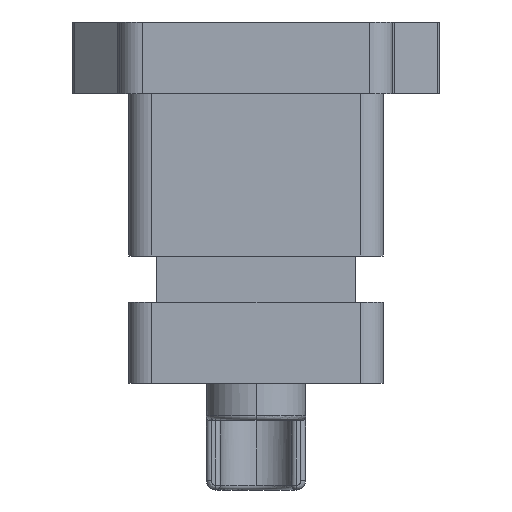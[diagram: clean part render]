
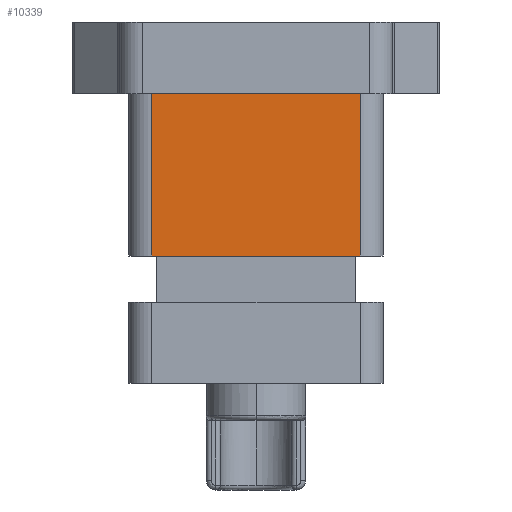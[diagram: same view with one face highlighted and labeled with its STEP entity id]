
A CAD part, left-side view. The second image highlights one B-rep face of the part: STEP entity #10339.
In plain terms, the highlighted planar face has unit normal (-1, 0, 0).
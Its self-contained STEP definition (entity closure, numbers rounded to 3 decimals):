
#1292 = DIRECTION ( 'NONE',  ( 0., 0., 1. ) ) ;
#1299 = CARTESIAN_POINT ( 'NONE',  ( -9.25, -4.5, -10.1 ) ) ;
#1306 = CARTESIAN_POINT ( 'NONE',  ( -9.25, 4.5, -10.1 ) ) ;
#1316 = DIRECTION ( 'NONE',  ( 0., 0., 1. ) ) ;
#1589 = EDGE_LOOP ( 'NONE', ( #4322, #4284, #4295, #4316 ) ) ;
#2122 = DIRECTION ( 'NONE',  ( 0., 0., -1. ) ) ;
#2127 = PLANE ( 'NONE',  #5307 ) ;
#2131 = CARTESIAN_POINT ( 'NONE',  ( -9.25, -4.5, -10.1 ) ) ;
#2138 = DIRECTION ( 'NONE',  ( 1., 0., 0. ) ) ;
#2416 = CARTESIAN_POINT ( 'NONE',  ( -9.25, -4.5, -10.1 ) ) ;
#2520 = CARTESIAN_POINT ( 'NONE',  ( -9.25, -4.5, -3.1 ) ) ;
#2559 = CARTESIAN_POINT ( 'NONE',  ( -9.25, 4.5, -10.1 ) ) ;
#2570 = CARTESIAN_POINT ( 'NONE',  ( -9.25, 4.5, -3.1 ) ) ;
#4284 = ORIENTED_EDGE ( 'NONE', *, *, #4947, .F. ) ;
#4295 = ORIENTED_EDGE ( 'NONE', *, *, #6042, .F. ) ;
#4316 = ORIENTED_EDGE ( 'NONE', *, *, #4953, .T. ) ;
#4322 = ORIENTED_EDGE ( 'NONE', *, *, #6148, .T. ) ;
#4947 = EDGE_CURVE ( 'NONE', #12654, #12669, #8556, .T. ) ;
#4953 = EDGE_CURVE ( 'NONE', #12540, #12618, #8560, .T. ) ;
#5307 = AXIS2_PLACEMENT_3D ( 'NONE', #2131, #2138, #2122 ) ;
#6042 = EDGE_CURVE ( 'NONE', #12540, #12654, #8297, .T. ) ;
#6148 = EDGE_CURVE ( 'NONE', #12618, #12669, #8440, .T. ) ;
#6460 = FACE_OUTER_BOUND ( 'NONE', #1589, .T. ) ;
#8297 = LINE ( 'NONE', #9996, #8298 ) ;
#8298 = VECTOR ( 'NONE', #9978, 1000. ) ;
#8440 = LINE ( 'NONE', #9501, #8444 ) ;
#8444 = VECTOR ( 'NONE', #9502, 1000. ) ;
#8556 = LINE ( 'NONE', #1306, #8573 ) ;
#8560 = LINE ( 'NONE', #1299, #8586 ) ;
#8573 = VECTOR ( 'NONE', #1292, 1000. ) ;
#8586 = VECTOR ( 'NONE', #1316, 1000. ) ;
#9501 = CARTESIAN_POINT ( 'NONE',  ( -9.25, -4.5, -3.1 ) ) ;
#9502 = DIRECTION ( 'NONE',  ( 0., 1., 0. ) ) ;
#9978 = DIRECTION ( 'NONE',  ( 0., 1., 0. ) ) ;
#9996 = CARTESIAN_POINT ( 'NONE',  ( -9.25, -4.5, -10.1 ) ) ;
#10339 = ADVANCED_FACE ( 'NONE', ( #6460 ), #2127, .F. ) ;
#12540 = VERTEX_POINT ( 'NONE', #2416 ) ;
#12618 = VERTEX_POINT ( 'NONE', #2520 ) ;
#12654 = VERTEX_POINT ( 'NONE', #2559 ) ;
#12669 = VERTEX_POINT ( 'NONE', #2570 ) ;
